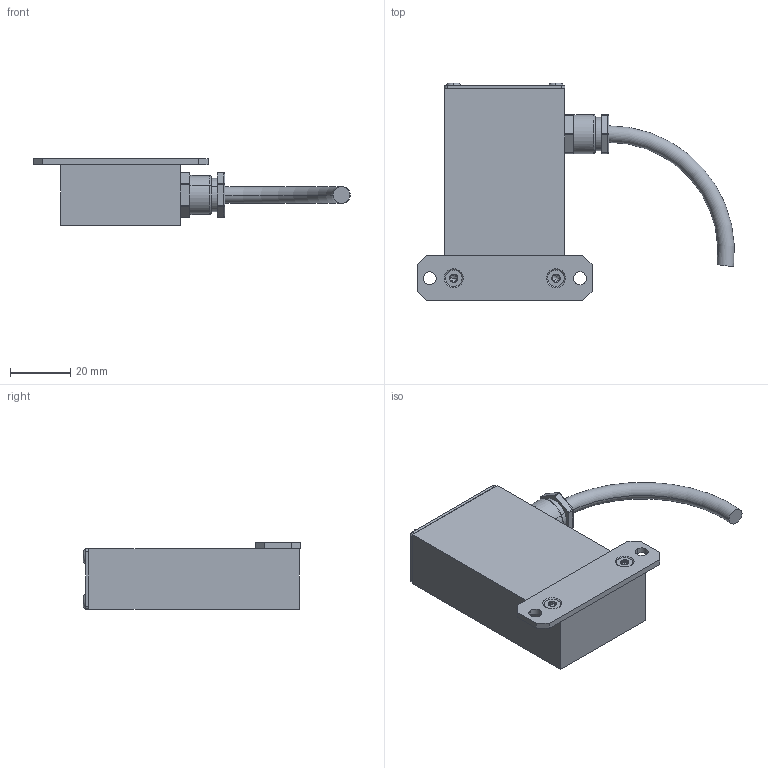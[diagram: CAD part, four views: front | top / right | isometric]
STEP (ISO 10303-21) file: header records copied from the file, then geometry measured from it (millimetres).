
FILE_DESCRIPTION (( 'STEP AP214' ), '1' );
FILE_NAME ('Super-super-mini_AL + Schraub.STEP', '2018-07-30T06:36:38', ( '' ), ( '' ), 'SwSTEP 2.0', 'SolidWorks 2015', '' );
FILE_SCHEMA (( 'AUTOMOTIVE_DESIGN' ));
Length unit declared in the file: millimetre
Products named in the file (8): BN24x5; Verschraubung_M12; INT40.0190_007_Gssm704020-265-blank; Super-super-mini_AL + Schraub; 101215_Senkkopfschraube selbstfurchend M3x6 TX10 DIN 7500 verz.; INT40.0050__Dssmi242_Deckel super-super-mini farblos eloxiert; Kab3x0,75PVCgr_Kabel 3x0,75 PVC LiYY-t silbergrau RAL7001 (LM-Therm); INT40.0049__Sssmi58x15x1,5
Assembly tree (9 placements, depth 2):
  Super-super-mini_AL + Schraub
    INT40.0190_007_Gssm704020-265-blank
    INT40.0049__Sssmi58x15x1,5
    101215_Senkkopfschraube selbstfurchend M3x6 TX10 DIN 7500 verz.  x2
    Verschraubung_M12
    INT40.0050__Dssmi242_Deckel super-super-mini farblos eloxiert
    BN24x5  x2
    Kab3x0,75PVCgr_Kabel 3x0,75 PVC LiYY-t silbergrau RAL7001 (LM-Therm)
Bounding box: 105.35 x 72.4 x 22 mm (x, y, z)
Volume: 33261.3 mm3; surface area: 24463.4 mm2
Topology: 9 solids, 9 shells, 276 faces, 654 edges, 395 vertices
Faces by surface type: cylinder 113, plane 78, cone 50, sphere 19, torus 16
Entity records: 6637 total; most frequent: CARTESIAN_POINT 1302, DIRECTION 1119, ORIENTED_EDGE 976, EDGE_CURVE 488, AXIS2_PLACEMENT_3D 450, VERTEX_POINT 305, EDGE_LOOP 245, CIRCLE 225
